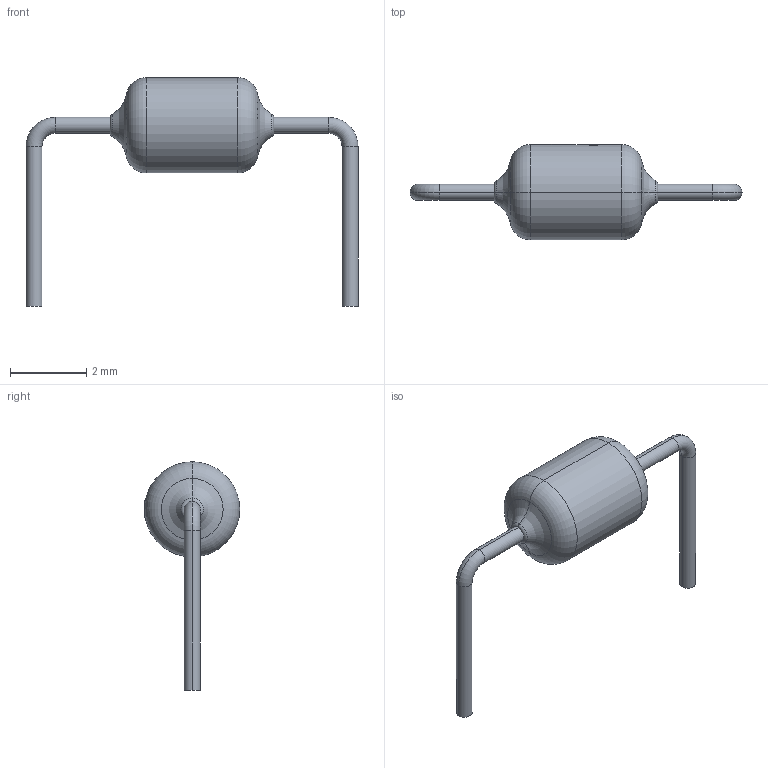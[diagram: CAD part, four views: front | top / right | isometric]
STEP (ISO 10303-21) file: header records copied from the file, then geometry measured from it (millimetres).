
FILE_DESCRIPTION (( 'STEP AP214' ), '1' );
FILE_NAME ('CAP-TH_BD2.5-L4.3-P8.3.step', '2022-07-01T07:13:28', ( '' ), ( '' ), 'SwSTEP 2.0', 'SolidWorks 2020', '' );
FILE_SCHEMA (( 'AUTOMOTIVE_DESIGN' ));
Length unit declared in the file: millimetre
Products named in the file (1): CAP-TH_BD2.5-L4.3-P8.3
Bounding box: 8.72 x 2.51 x 6 mm (x, y, z)
Volume: 18.5 mm3; surface area: 51.3 mm2
Topology: 1 solids, 1 shells, 252 faces, 669 edges, 438 vertices
Faces by surface type: plane 109, bspline 98, cylinder 29, torus 16
Entity records: 12457 total; most frequent: CARTESIAN_POINT 4666, ORIENTED_EDGE 1338, EDGE_CURVE 669, DIRECTION 613, VERTEX_POINT 438, EDGE_LOOP 271, UNCERTAINTY_MEASURE_WITH_UNIT 255, SURFACE_SIDE_STYLE 254
